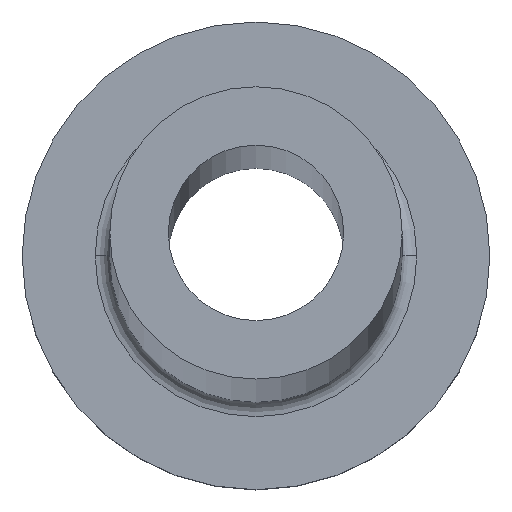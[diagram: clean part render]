
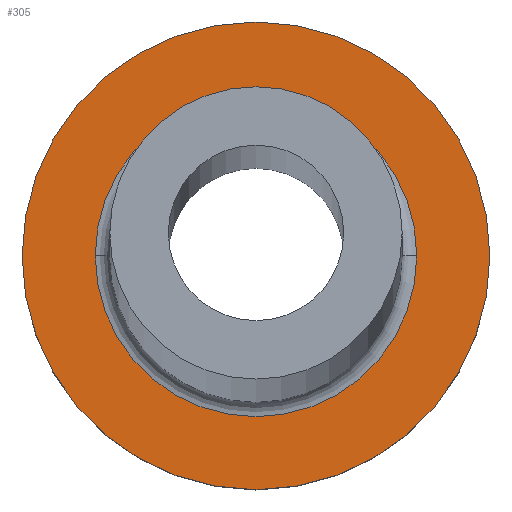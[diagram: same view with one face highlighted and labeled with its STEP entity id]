
A CAD part, top view. The second image highlights one B-rep face of the part: STEP entity #305.
In plain terms, the highlighted planar face has unit normal (0, 0, 1).
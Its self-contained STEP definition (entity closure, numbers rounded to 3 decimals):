
#12 = CARTESIAN_POINT ( 'NONE',  ( 5.5, 0., 5. ) ) ;
#16 = DIRECTION ( 'NONE',  ( 0., 0., 1. ) ) ;
#18 = DIRECTION ( 'NONE',  ( 1., 0., 0. ) ) ;
#23 = EDGE_LOOP ( 'NONE', ( #46, #33 ) ) ;
#28 = CIRCLE ( 'NONE', #77, 8. ) ;
#33 = ORIENTED_EDGE ( 'NONE', *, *, #290, .T. ) ;
#37 = CARTESIAN_POINT ( 'NONE',  ( 0., 0., 5. ) ) ;
#42 = AXIS2_PLACEMENT_3D ( 'NONE', #287, #130, #336 ) ;
#46 = ORIENTED_EDGE ( 'NONE', *, *, #74, .T. ) ;
#58 = DIRECTION ( 'NONE',  ( 1., 0., 0. ) ) ;
#62 = VERTEX_POINT ( 'NONE', #126 ) ;
#68 = FACE_BOUND ( 'NONE', #350, .T. ) ;
#69 = EDGE_CURVE ( 'NONE', #225, #97, #364, .T. ) ;
#74 = EDGE_CURVE ( 'NONE', #193, #62, #28, .T. ) ;
#77 = AXIS2_PLACEMENT_3D ( 'NONE', #179, #16, #18 ) ;
#86 = DIRECTION ( 'NONE',  ( 0., 0., -1. ) ) ;
#97 = VERTEX_POINT ( 'NONE', #12 ) ;
#113 = ORIENTED_EDGE ( 'NONE', *, *, #170, .T. ) ;
#116 = CARTESIAN_POINT ( 'NONE',  ( 0., 0., 5. ) ) ;
#121 = AXIS2_PLACEMENT_3D ( 'NONE', #37, #246, #308 ) ;
#125 = FACE_OUTER_BOUND ( 'NONE', #23, .T. ) ;
#126 = CARTESIAN_POINT ( 'NONE',  ( 8., 0., 5. ) ) ;
#130 = DIRECTION ( 'NONE',  ( 0., 0., -1. ) ) ;
#170 = EDGE_CURVE ( 'NONE', #97, #225, #359, .T. ) ;
#171 = AXIS2_PLACEMENT_3D ( 'NONE', #227, #86, #58 ) ;
#178 = PLANE ( 'NONE',  #121 ) ;
#179 = CARTESIAN_POINT ( 'NONE',  ( 0., 0., 5. ) ) ;
#191 = AXIS2_PLACEMENT_3D ( 'NONE', #116, #235, #204 ) ;
#193 = VERTEX_POINT ( 'NONE', #346 ) ;
#200 = CARTESIAN_POINT ( 'NONE',  ( -5.5, 0., 5. ) ) ;
#204 = DIRECTION ( 'NONE',  ( 1., 0., 0. ) ) ;
#225 = VERTEX_POINT ( 'NONE', #200 ) ;
#227 = CARTESIAN_POINT ( 'NONE',  ( 0., 0., 5. ) ) ;
#235 = DIRECTION ( 'NONE',  ( 0., 0., 1. ) ) ;
#246 = DIRECTION ( 'NONE',  ( 0., 0., 1. ) ) ;
#287 = CARTESIAN_POINT ( 'NONE',  ( 0., 0., 5. ) ) ;
#290 = EDGE_CURVE ( 'NONE', #62, #193, #313, .T. ) ;
#305 = ADVANCED_FACE ( 'NONE', ( #68, #125 ), #178, .T. ) ;
#308 = DIRECTION ( 'NONE',  ( 1., 0., 0. ) ) ;
#313 = CIRCLE ( 'NONE', #191, 8. ) ;
#330 = ORIENTED_EDGE ( 'NONE', *, *, #69, .T. ) ;
#336 = DIRECTION ( 'NONE',  ( 1., 0., 0. ) ) ;
#346 = CARTESIAN_POINT ( 'NONE',  ( -8., 0., 5. ) ) ;
#350 = EDGE_LOOP ( 'NONE', ( #113, #330 ) ) ;
#359 = CIRCLE ( 'NONE', #171, 5.5 ) ;
#364 = CIRCLE ( 'NONE', #42, 5.5 ) ;
